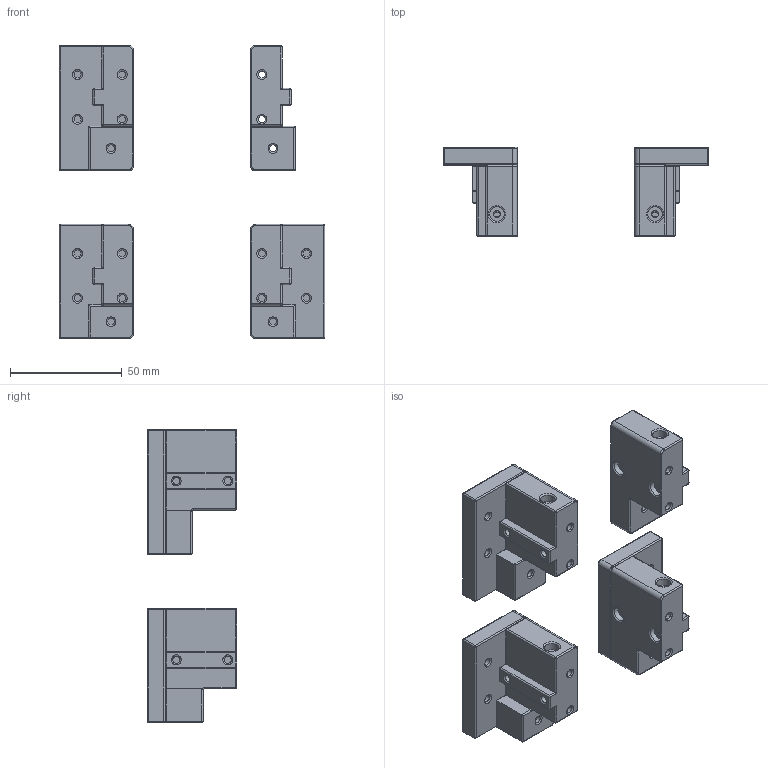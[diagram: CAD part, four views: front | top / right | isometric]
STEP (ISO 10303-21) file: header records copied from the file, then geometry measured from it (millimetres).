
FILE_DESCRIPTION(/* description */ (''),/* implementation_level */ '2;1');
FILE_NAME(/* name */ 'B-1515_X_Carriage_Offcenter_Cap_Rear-B.stp',/* time_stamp */ '2021-01-30T10:05:38-08:00',/* author */ (''),/* organization */ (''),/* preprocessor_version */ 'ST-DEVELOPER v18.1',/* originating_system */ 'Autodesk Translation Framework v9.7.0.1280',/* authorisation */ '');
FILE_SCHEMA (('AUTOMOTIVE_DESIGN { 1 0 10303 214 3 1 1 }'));
Length unit declared in the file: millimetre
Products named in the file (1): 1515_X_Carriages
Bounding box: 118.8 x 40 x 131 mm (x, y, z)
Volume: 122719.5 mm3; surface area: 44643.5 mm2
Topology: 7 solids, 7 shells, 506 faces, 1062 edges, 614 vertices
Faces by surface type: cylinder 224, plane 122, torus 108, sphere 52
Full cylindrical faces by diameter (mm): 3.2 x36, 6.5 x28
Entity records: 13682 total; most frequent: DIRECTION 2718, CARTESIAN_POINT 2303, ORIENTED_EDGE 2124, AXIS2_PLACEMENT_3D 1157, EDGE_CURVE 1062, CIRCLE 622, VERTEX_POINT 614, EDGE_LOOP 582
